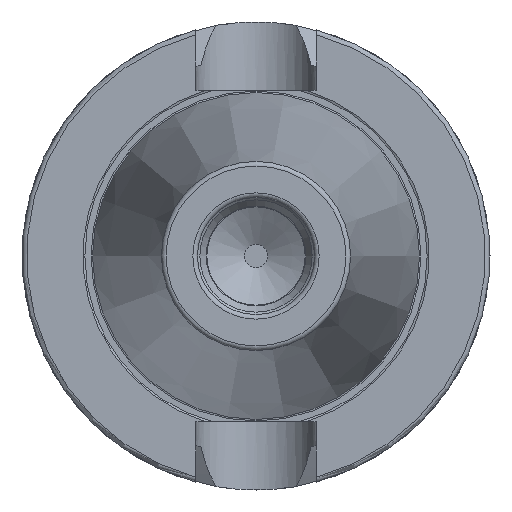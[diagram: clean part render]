
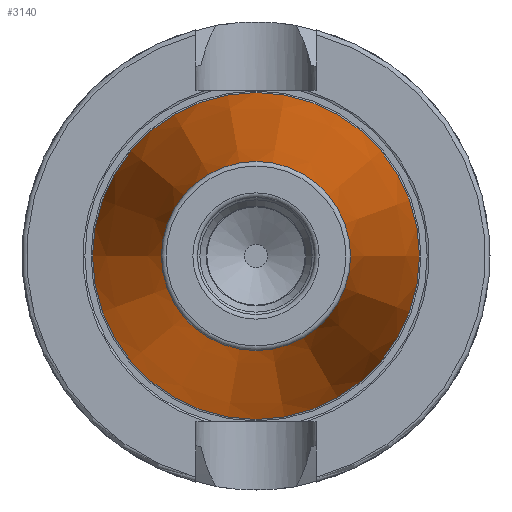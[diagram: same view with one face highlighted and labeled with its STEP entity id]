
A CAD part, left-side view. The second image highlights one B-rep face of the part: STEP entity #3140.
In plain terms, the highlighted conical face has half-angle 8.297 degrees and reference radius 27.564 mm.
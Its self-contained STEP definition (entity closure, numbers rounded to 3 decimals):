
#3098=CARTESIAN_POINT('',(-100.944,20.204,0.0));
#3099=VERTEX_POINT('',#3098);
#3100=CARTESIAN_POINT('',(-100.944,0.0,0.0));
#3101=DIRECTION('',(1.0,0.0,0.0));
#3102=DIRECTION('',(0.0,1.0,0.0));
#3103=AXIS2_PLACEMENT_3D('',#3100,#3101,#3102);
#3104=CIRCLE('',#3103,20.204);
#3105=EDGE_CURVE('',#3099,#3099,#3104,.T.);
#3121=CARTESIAN_POINT('',(-50.472,0.0,0.0));
#3122=DIRECTION('',(1.0,0.0,0.0));
#3123=DIRECTION('',(0.0,1.0,0.0));
#3124=AXIS2_PLACEMENT_3D('',#3121,#3122,#3123);
#3125=CONICAL_SURFACE('',#3124,27.564,8.297);
#3126=CARTESIAN_POINT('',(0.0,34.925,0.0));
#3127=VERTEX_POINT('',#3126);
#3128=CARTESIAN_POINT('',(0.0,0.0,0.0));
#3129=DIRECTION('',(1.0,0.0,0.0));
#3130=DIRECTION('',(0.0,1.0,0.0));
#3131=AXIS2_PLACEMENT_3D('',#3128,#3129,#3130);
#3132=CIRCLE('',#3131,34.925);
#3133=EDGE_CURVE('',#3127,#3127,#3132,.T.);
#3134=ORIENTED_EDGE('',*,*,#3133,.F.);
#3135=EDGE_LOOP('',(#3134));
#3136=FACE_OUTER_BOUND('',#3135,.T.);
#3137=ORIENTED_EDGE('',*,*,#3105,.T.);
#3138=EDGE_LOOP('',(#3137));
#3139=FACE_BOUND('',#3138,.T.);
#3140=ADVANCED_FACE('',(#3136,#3139),#3125,.T.);
